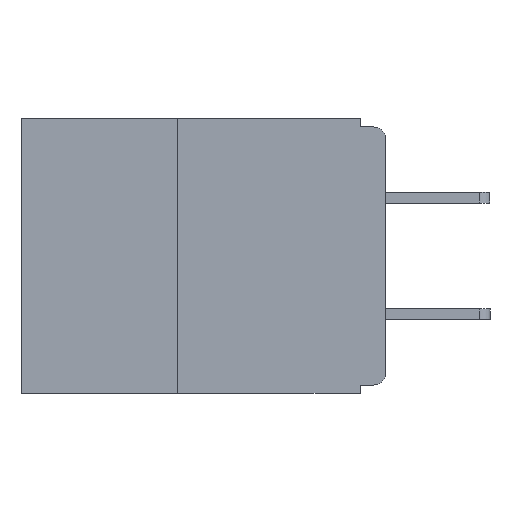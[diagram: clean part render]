
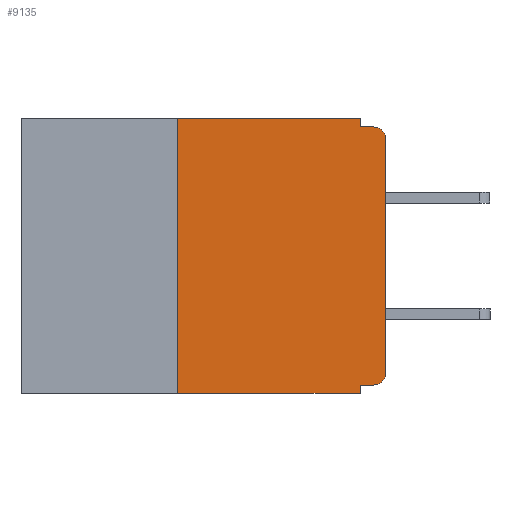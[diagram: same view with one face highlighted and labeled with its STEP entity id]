
A CAD part, left-side view. The second image highlights one B-rep face of the part: STEP entity #9135.
In plain terms, the highlighted planar face has unit normal (-1, 0, 0).
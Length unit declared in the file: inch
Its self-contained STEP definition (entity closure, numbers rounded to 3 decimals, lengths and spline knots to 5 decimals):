
#167 = VECTOR ( 'NONE', #3460, 39.37008 ) ;
#205 = LINE ( 'NONE', #4419, #3152 ) ;
#558 = EDGE_CURVE ( 'NONE', #2161, #6061, #874, .T. ) ;
#654 = EDGE_CURVE ( 'NONE', #6061, #7156, #13127, .T. ) ;
#866 = DIRECTION ( 'NONE',  ( 0., -1., 0. ) ) ;
#874 = LINE ( 'NONE', #10430, #167 ) ;
#956 = CARTESIAN_POINT ( 'NONE',  ( 0., 0.031, 0. ) ) ;
#1011 = CARTESIAN_POINT ( 'NONE',  ( 0., 0.031, -0.33 ) ) ;
#1130 = EDGE_CURVE ( 'NONE', #6087, #6994, #2748, .T. ) ;
#1142 = VERTEX_POINT ( 'NONE', #11270 ) ;
#1281 = VERTEX_POINT ( 'NONE', #7141 ) ;
#1585 = CARTESIAN_POINT ( 'NONE',  ( 0., 0.25, -0.33 ) ) ;
#1684 = CARTESIAN_POINT ( 'NONE',  ( 0., 0.015, -0.025 ) ) ;
#1991 = VECTOR ( 'NONE', #9953, 39.37008 ) ;
#2095 = AXIS2_PLACEMENT_3D ( 'NONE', #1684, #3171, #3554 ) ;
#2161 = VERTEX_POINT ( 'NONE', #4281 ) ;
#2187 = CARTESIAN_POINT ( 'NONE',  ( 0., 0.031, -0.33 ) ) ;
#2260 = AXIS2_PLACEMENT_3D ( 'NONE', #12158, #11136, #13137 ) ;
#2421 = EDGE_CURVE ( 'NONE', #5949, #2161, #8481, .T. ) ;
#2748 = LINE ( 'NONE', #10088, #7903 ) ;
#2832 = CARTESIAN_POINT ( 'NONE',  ( 0., 0.015, -0.01 ) ) ;
#2923 = VECTOR ( 'NONE', #866, 39.37008 ) ;
#3152 = VECTOR ( 'NONE', #9454, 39.37008 ) ;
#3171 = DIRECTION ( 'NONE',  ( -1., 0., 0. ) ) ;
#3460 = DIRECTION ( 'NONE',  ( 0., 0., 1. ) ) ;
#3554 = DIRECTION ( 'NONE',  ( 0., 0., -1. ) ) ;
#3601 = VECTOR ( 'NONE', #4496, 39.37008 ) ;
#3744 = DIRECTION ( 'NONE',  ( 0., 0., -1. ) ) ;
#3828 = EDGE_CURVE ( 'NONE', #6087, #10882, #10980, .T. ) ;
#4053 = CARTESIAN_POINT ( 'NONE',  ( 0., 0.437, -0.33 ) ) ;
#4281 = CARTESIAN_POINT ( 'NONE',  ( 0., 0., -0.305 ) ) ;
#4419 = CARTESIAN_POINT ( 'NONE',  ( 0., 0., -0.32 ) ) ;
#4496 = DIRECTION ( 'NONE',  ( 0., -1., 0. ) ) ;
#4715 = EDGE_CURVE ( 'NONE', #9140, #1281, #11877, .T. ) ;
#5020 = AXIS2_PLACEMENT_3D ( 'NONE', #11872, #9950, #3744 ) ;
#5073 = VECTOR ( 'NONE', #8356, 39.37008 ) ;
#5217 = PLANE ( 'NONE',  #2260 ) ;
#5356 = ORIENTED_EDGE ( 'NONE', *, *, #558, .T. ) ;
#5378 = ORIENTED_EDGE ( 'NONE', *, *, #654, .T. ) ;
#5554 = ORIENTED_EDGE ( 'NONE', *, *, #10091, .F. ) ;
#5629 = ORIENTED_EDGE ( 'NONE', *, *, #4715, .F. ) ;
#5949 = VERTEX_POINT ( 'NONE', #7644 ) ;
#6061 = VERTEX_POINT ( 'NONE', #10740 ) ;
#6087 = VERTEX_POINT ( 'NONE', #1585 ) ;
#6093 = ORIENTED_EDGE ( 'NONE', *, *, #11648, .F. ) ;
#6108 = ORIENTED_EDGE ( 'NONE', *, *, #1130, .F. ) ;
#6242 = ORIENTED_EDGE ( 'NONE', *, *, #3828, .T. ) ;
#6474 = CARTESIAN_POINT ( 'NONE',  ( 0., 0.031, 0. ) ) ;
#6994 = VERTEX_POINT ( 'NONE', #10641 ) ;
#7141 = CARTESIAN_POINT ( 'NONE',  ( 0., 0.031, -0.01 ) ) ;
#7156 = VERTEX_POINT ( 'NONE', #2832 ) ;
#7482 = DIRECTION ( 'NONE',  ( 0., 0., -1. ) ) ;
#7517 = FACE_OUTER_BOUND ( 'NONE', #8746, .T. ) ;
#7644 = CARTESIAN_POINT ( 'NONE',  ( 0., 0.015, -0.32 ) ) ;
#7845 = ORIENTED_EDGE ( 'NONE', *, *, #12142, .F. ) ;
#7903 = VECTOR ( 'NONE', #11003, 39.37008 ) ;
#8063 = ORIENTED_EDGE ( 'NONE', *, *, #11004, .F. ) ;
#8080 = LINE ( 'NONE', #2187, #5073 ) ;
#8356 = DIRECTION ( 'NONE',  ( 0., 0., -1. ) ) ;
#8479 = ORIENTED_EDGE ( 'NONE', *, *, #2421, .T. ) ;
#8481 = CIRCLE ( 'NONE', #5020, 0.015 ) ;
#8746 = EDGE_LOOP ( 'NONE', ( #5356, #5378, #5554, #5629, #6093, #6108, #6242, #7845, #8063, #8479 ) ) ;
#8987 = CARTESIAN_POINT ( 'NONE',  ( 0., 0., -0.01 ) ) ;
#9135 = ADVANCED_FACE ( 'NONE', ( #7517 ), #5217, .F. ) ;
#9140 = VERTEX_POINT ( 'NONE', #956 ) ;
#9454 = DIRECTION ( 'NONE',  ( 0., 1., 0. ) ) ;
#9821 = LINE ( 'NONE', #8987, #1991 ) ;
#9950 = DIRECTION ( 'NONE',  ( -1., 0., 0. ) ) ;
#9953 = DIRECTION ( 'NONE',  ( 0., -1., 0. ) ) ;
#10088 = CARTESIAN_POINT ( 'NONE',  ( 0., 0.25, -0.33 ) ) ;
#10091 = EDGE_CURVE ( 'NONE', #1281, #7156, #9821, .T. ) ;
#10430 = CARTESIAN_POINT ( 'NONE',  ( 0., 0., 0. ) ) ;
#10641 = CARTESIAN_POINT ( 'NONE',  ( 0., 0.25, 0. ) ) ;
#10740 = CARTESIAN_POINT ( 'NONE',  ( 0., 0., -0.025 ) ) ;
#10882 = VERTEX_POINT ( 'NONE', #1011 ) ;
#10980 = LINE ( 'NONE', #4053, #2923 ) ;
#11003 = DIRECTION ( 'NONE',  ( 0., 0., 1. ) ) ;
#11004 = EDGE_CURVE ( 'NONE', #5949, #1142, #205, .T. ) ;
#11136 = DIRECTION ( 'NONE',  ( 1., 0., 0. ) ) ;
#11270 = CARTESIAN_POINT ( 'NONE',  ( 0., 0.031, -0.32 ) ) ;
#11491 = CARTESIAN_POINT ( 'NONE',  ( 0., 0.437, 0. ) ) ;
#11622 = LINE ( 'NONE', #11491, #3601 ) ;
#11648 = EDGE_CURVE ( 'NONE', #6994, #9140, #11622, .T. ) ;
#11872 = CARTESIAN_POINT ( 'NONE',  ( 0., 0.015, -0.305 ) ) ;
#11877 = LINE ( 'NONE', #6474, #12491 ) ;
#12142 = EDGE_CURVE ( 'NONE', #1142, #10882, #8080, .T. ) ;
#12158 = CARTESIAN_POINT ( 'NONE',  ( 0., 0.437, 0. ) ) ;
#12491 = VECTOR ( 'NONE', #7482, 39.37008 ) ;
#13127 = CIRCLE ( 'NONE', #2095, 0.015 ) ;
#13137 = DIRECTION ( 'NONE',  ( 0., 0., -1. ) ) ;
